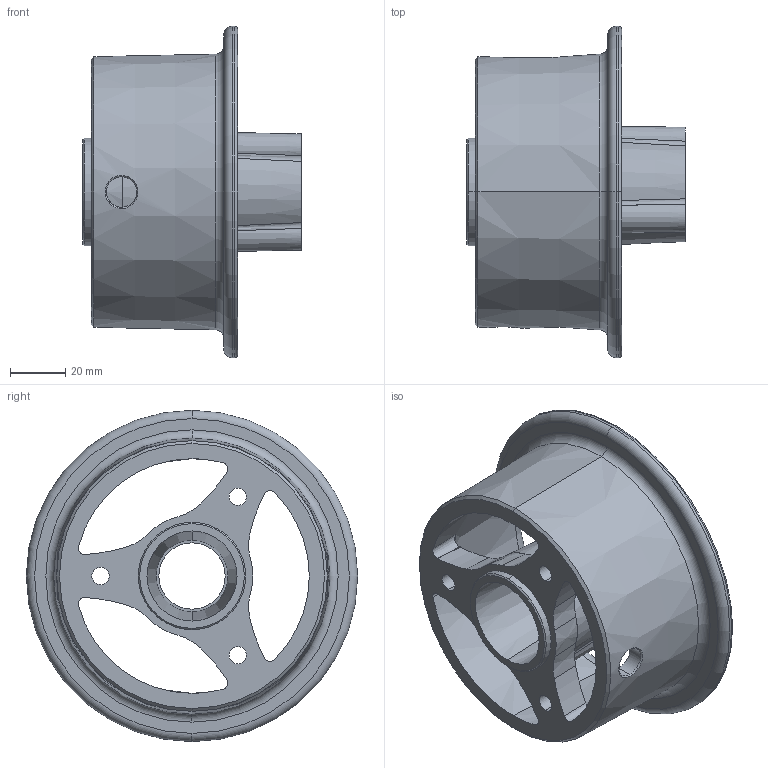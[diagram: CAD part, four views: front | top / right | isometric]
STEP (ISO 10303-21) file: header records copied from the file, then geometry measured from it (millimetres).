
FILE_DESCRIPTION (( 'STEP AP203' ), '1' );
FILE_NAME ('Wheel Rim for 3.00-4 Tire BLATA Minibike 2.5 part01.STEP', '2023-03-30T19:13:56', ( '' ), ( '' ), 'SwSTEP 2.0', 'SolidWorks 2021', '' );
FILE_SCHEMA (( 'CONFIG_CONTROL_DESIGN' ));
Length unit declared in the file: millimetre
Products named in the file (1): Wheel Rim for 3.00-4 Tire BLATA Minibike 2.5 part01
Bounding box: 79 x 120 x 120 mm (x, y, z)
Volume: 164131.8 mm3; surface area: 63176.5 mm2
Topology: 1 solids, 1 shells, 230 faces, 641 edges, 414 vertices
Faces by surface type: cylinder 133, cone 53, bspline 17, torus 15, plane 12
Entity records: 18161 total; most frequent: CARTESIAN_POINT 12869, ORIENTED_EDGE 1270, DIRECTION 953, EDGE_CURVE 635, VERTEX_POINT 414, AXIS2_PLACEMENT_3D 379, EDGE_LOOP 253, FACE_OUTER_BOUND 230
